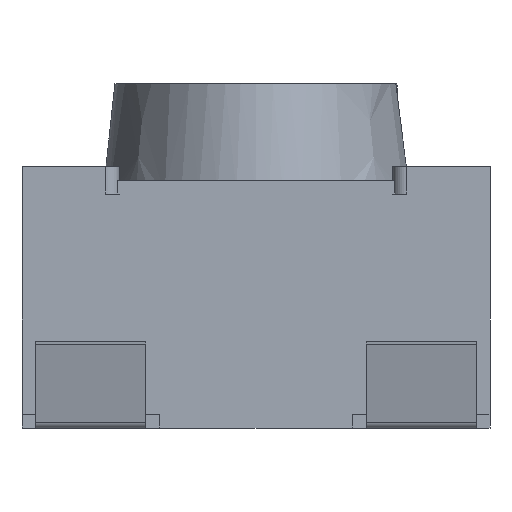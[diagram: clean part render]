
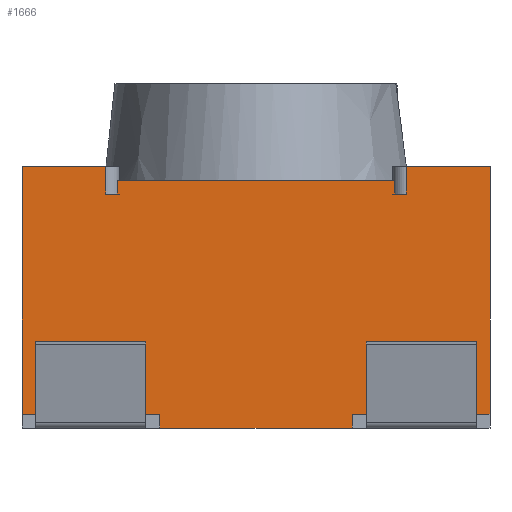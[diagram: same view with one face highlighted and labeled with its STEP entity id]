
A CAD part, left-side view. The second image highlights one B-rep face of the part: STEP entity #1666.
In plain terms, the highlighted planar face has unit normal (-1, 0, 0).
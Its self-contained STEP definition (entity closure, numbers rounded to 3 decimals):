
#118=FACE_OUTER_BOUND('',#212,.T.);
#212=EDGE_LOOP('',(#1142,#1143,#1144,#1145,#1146,#1147,#1148,#1149,#1150,
#1151,#1152,#1153,#1154,#1155,#1156,#1157));
#301=LINE('',#2399,#495);
#303=LINE('',#2403,#497);
#320=LINE('',#2438,#514);
#322=LINE('',#2442,#516);
#332=LINE('',#2463,#526);
#333=LINE('',#2465,#527);
#334=LINE('',#2467,#528);
#335=LINE('',#2469,#529);
#336=LINE('',#2471,#530);
#337=LINE('',#2473,#531);
#338=LINE('',#2475,#532);
#339=LINE('',#2477,#533);
#340=LINE('',#2479,#534);
#341=LINE('',#2481,#535);
#342=LINE('',#2483,#536);
#343=LINE('',#2484,#537);
#495=VECTOR('',#1918,10.);
#497=VECTOR('',#1922,10.);
#514=VECTOR('',#1949,10.);
#516=VECTOR('',#1953,10.);
#526=VECTOR('',#1971,10.);
#527=VECTOR('',#1972,10.);
#528=VECTOR('',#1973,10.);
#529=VECTOR('',#1974,10.);
#530=VECTOR('',#1975,10.);
#531=VECTOR('',#1976,10.);
#532=VECTOR('',#1977,10.);
#533=VECTOR('',#1978,10.);
#534=VECTOR('',#1979,10.);
#535=VECTOR('',#1980,10.);
#536=VECTOR('',#1981,10.);
#537=VECTOR('',#1982,10.);
#688=VERTEX_POINT('',#2396);
#689=VERTEX_POINT('',#2398);
#690=VERTEX_POINT('',#2402);
#702=VERTEX_POINT('',#2434);
#703=VERTEX_POINT('',#2436);
#704=VERTEX_POINT('',#2440);
#712=VERTEX_POINT('',#2464);
#713=VERTEX_POINT('',#2466);
#714=VERTEX_POINT('',#2468);
#715=VERTEX_POINT('',#2470);
#716=VERTEX_POINT('',#2472);
#717=VERTEX_POINT('',#2474);
#718=VERTEX_POINT('',#2476);
#719=VERTEX_POINT('',#2478);
#720=VERTEX_POINT('',#2480);
#721=VERTEX_POINT('',#2482);
#853=EDGE_CURVE('',#689,#688,#301,.T.);
#855=EDGE_CURVE('',#690,#689,#303,.T.);
#872=EDGE_CURVE('',#702,#703,#320,.T.);
#874=EDGE_CURVE('',#703,#704,#322,.T.);
#884=EDGE_CURVE('',#688,#702,#332,.T.);
#885=EDGE_CURVE('',#704,#712,#333,.T.);
#886=EDGE_CURVE('',#713,#712,#334,.T.);
#887=EDGE_CURVE('',#714,#713,#335,.T.);
#888=EDGE_CURVE('',#715,#714,#336,.T.);
#889=EDGE_CURVE('',#715,#716,#337,.T.);
#890=EDGE_CURVE('',#717,#716,#338,.T.);
#891=EDGE_CURVE('',#718,#717,#339,.T.);
#892=EDGE_CURVE('',#719,#718,#340,.T.);
#893=EDGE_CURVE('',#719,#720,#341,.T.);
#894=EDGE_CURVE('',#721,#720,#342,.T.);
#895=EDGE_CURVE('',#690,#721,#343,.T.);
#1142=ORIENTED_EDGE('',*,*,#855,.T.);
#1143=ORIENTED_EDGE('',*,*,#853,.T.);
#1144=ORIENTED_EDGE('',*,*,#884,.T.);
#1145=ORIENTED_EDGE('',*,*,#872,.T.);
#1146=ORIENTED_EDGE('',*,*,#874,.T.);
#1147=ORIENTED_EDGE('',*,*,#885,.T.);
#1148=ORIENTED_EDGE('',*,*,#886,.F.);
#1149=ORIENTED_EDGE('',*,*,#887,.F.);
#1150=ORIENTED_EDGE('',*,*,#888,.F.);
#1151=ORIENTED_EDGE('',*,*,#889,.T.);
#1152=ORIENTED_EDGE('',*,*,#890,.F.);
#1153=ORIENTED_EDGE('',*,*,#891,.F.);
#1154=ORIENTED_EDGE('',*,*,#892,.F.);
#1155=ORIENTED_EDGE('',*,*,#893,.T.);
#1156=ORIENTED_EDGE('',*,*,#894,.F.);
#1157=ORIENTED_EDGE('',*,*,#895,.F.);
#1598=PLANE('',#1778);
#1666=ADVANCED_FACE('',(#118),#1598,.T.);
#1778=AXIS2_PLACEMENT_3D('',#2462,#1969,#1970);
#1918=DIRECTION('',(0.,0.,-1.));
#1922=DIRECTION('',(0.,-1.,0.));
#1949=DIRECTION('',(0.,0.,1.));
#1953=DIRECTION('',(0.,-1.,0.));
#1969=DIRECTION('center_axis',(-1.,0.,0.));
#1970=DIRECTION('ref_axis',(0.,-1.,0.));
#1971=DIRECTION('',(0.,-1.,0.));
#1972=DIRECTION('',(0.,0.,1.));
#1973=DIRECTION('',(0.,-1.,0.));
#1974=DIRECTION('',(0.,0.,1.));
#1975=DIRECTION('',(0.,-1.,0.));
#1976=DIRECTION('',(0.,0.,1.));
#1977=DIRECTION('',(0.,-1.,0.));
#1978=DIRECTION('',(0.,0.,1.));
#1979=DIRECTION('',(0.,-1.,0.));
#1980=DIRECTION('',(0.,0.,1.));
#1981=DIRECTION('',(0.,-1.,0.));
#1982=DIRECTION('',(0.,0.,1.));
#2396=CARTESIAN_POINT('',(0.,2.4,0.));
#2398=CARTESIAN_POINT('',(0.,2.4,0.1));
#2399=CARTESIAN_POINT('',(0.,2.4,0.));
#2402=CARTESIAN_POINT('',(0.,3.4,0.1));
#2403=CARTESIAN_POINT('',(0.,3.15,0.1));
#2434=CARTESIAN_POINT('',(0.,1.,0.));
#2436=CARTESIAN_POINT('',(0.,1.,0.1));
#2438=CARTESIAN_POINT('',(0.,1.,0.));
#2440=CARTESIAN_POINT('',(0.,0.,0.1));
#2442=CARTESIAN_POINT('',(0.,1.95,0.1));
#2462=CARTESIAN_POINT('Origin',(0.,3.4,0.));
#2463=CARTESIAN_POINT('',(0.,3.4,0.));
#2464=CARTESIAN_POINT('',(0.,0.,1.9));
#2465=CARTESIAN_POINT('',(0.,0.,0.));
#2466=CARTESIAN_POINT('',(0.,0.609,1.9));
#2467=CARTESIAN_POINT('',(0.,0.,1.9));
#2468=CARTESIAN_POINT('',(0.,0.609,1.7));
#2469=CARTESIAN_POINT('',(0.,0.609,1.7));
#2470=CARTESIAN_POINT('',(0.,0.692,1.7));
#2471=CARTESIAN_POINT('',(0.,3.4,1.7));
#2472=CARTESIAN_POINT('',(0.,0.692,1.8));
#2473=CARTESIAN_POINT('',(0.,0.692,1.7));
#2474=CARTESIAN_POINT('',(0.,2.708,1.8));
#2475=CARTESIAN_POINT('',(0.,2.791,1.8));
#2476=CARTESIAN_POINT('',(0.,2.708,1.7));
#2477=CARTESIAN_POINT('',(0.,2.708,1.7));
#2478=CARTESIAN_POINT('',(0.,2.791,1.7));
#2479=CARTESIAN_POINT('',(0.,3.4,1.7));
#2480=CARTESIAN_POINT('',(0.,2.791,1.9));
#2481=CARTESIAN_POINT('',(0.,2.791,1.7));
#2482=CARTESIAN_POINT('',(0.,3.4,1.9));
#2483=CARTESIAN_POINT('',(0.,3.4,1.9));
#2484=CARTESIAN_POINT('',(0.,3.4,0.));
